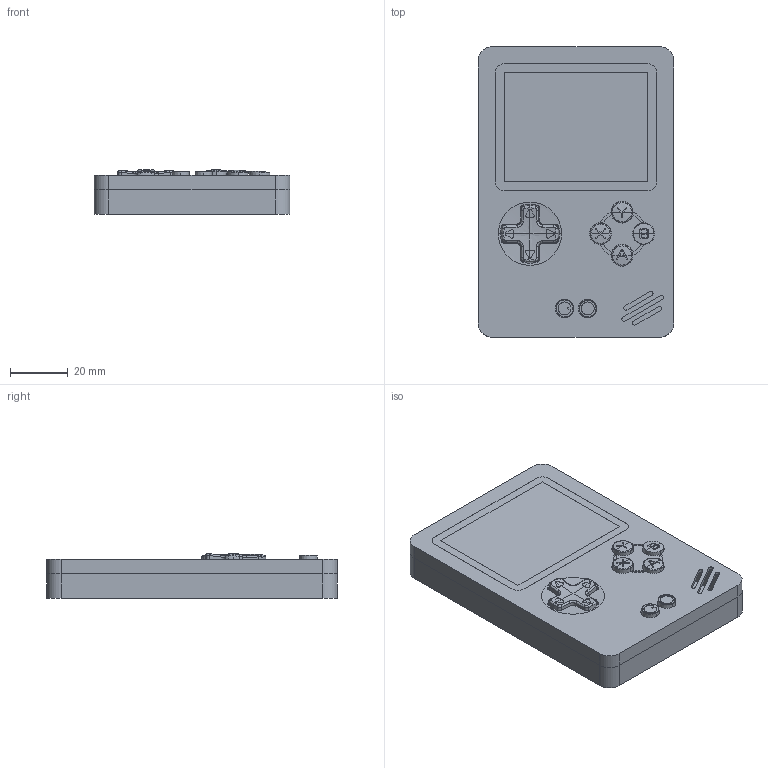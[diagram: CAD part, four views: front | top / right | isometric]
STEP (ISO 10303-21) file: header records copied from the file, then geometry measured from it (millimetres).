
FILE_DESCRIPTION (( 'STEP AP214' ), '1' );
FILE_NAME ('GameGirl.STEP', '2016-05-09T06:10:53', ( '' ), ( '' ), 'SwSTEP 2.0', 'SolidWorks 2016', '' );
FILE_SCHEMA (( 'AUTOMOTIVE_DESIGN' ));
Length unit declared in the file: millimetre
Products named in the file (8): Start+Select; Lakka Screen Protection; GameGirl Front; Action Button; GameGirl; GameGirl Back; Screen; D-pad
Assembly tree (7 placements, depth 2):
  GameGirl
    GameGirl Back
    GameGirl Front
    Screen
    Lakka Screen Protection
    D-pad
    Action Button
    Start+Select
Bounding box: 68 x 101 x 15.61 mm (x, y, z)
Volume: 16450.6 mm3; surface area: 43760.4 mm2
Topology: 10 solids, 10 shells, 781 faces, 2148 edges, 1422 vertices
Faces by surface type: plane 300, cylinder 219, bspline 186, cone 74, torus 2
Entity records: 37097 total; most frequent: CARTESIAN_POINT 18296, ORIENTED_EDGE 4280, DIRECTION 2916, EDGE_CURVE 2140, VERTEX_POINT 1422, AXIS2_PLACEMENT_3D 1076, B_SPLINE_CURVE_WITH_KNOTS 865, EDGE_LOOP 848
